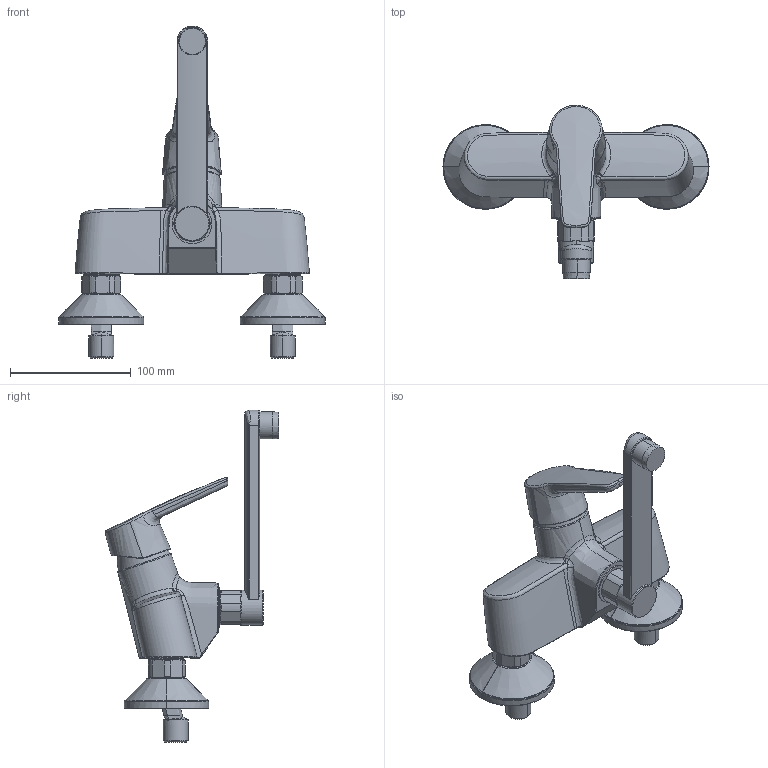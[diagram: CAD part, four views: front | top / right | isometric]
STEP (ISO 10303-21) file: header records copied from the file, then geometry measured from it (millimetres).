
FILE_DESCRIPTION (( 'STEP AP203' ), '1' );
FILE_NAME ('3915Y(2016)+51612193.STEP', '2019-03-18T07:30:12', ( '' ), ( '' ), 'SwSTEP 2.0', 'SolidWorks 2016', '' );
FILE_SCHEMA (( 'CONFIG_CONTROL_DESIGN' ));
Length unit declared in the file: millimetre
Products named in the file (1): 3915Y(2016)+51612193
Bounding box: 220 x 143.73 x 274.57 mm (x, y, z)
Volume: 708929.5 mm3; surface area: 109735.3 mm2
Topology: 1 solids, 3 shells, 329 faces, 792 edges, 493 vertices
Faces by surface type: bspline 98, cylinder 82, cone 73, plane 66, torus 10
Entity records: 38682 total; most frequent: CARTESIAN_POINT 31778, ORIENTED_EDGE 1580, DIRECTION 1186, EDGE_CURVE 790, AXIS2_PLACEMENT_3D 512, VERTEX_POINT 493, EDGE_LOOP 355, B_SPLINE_CURVE_WITH_KNOTS 344
